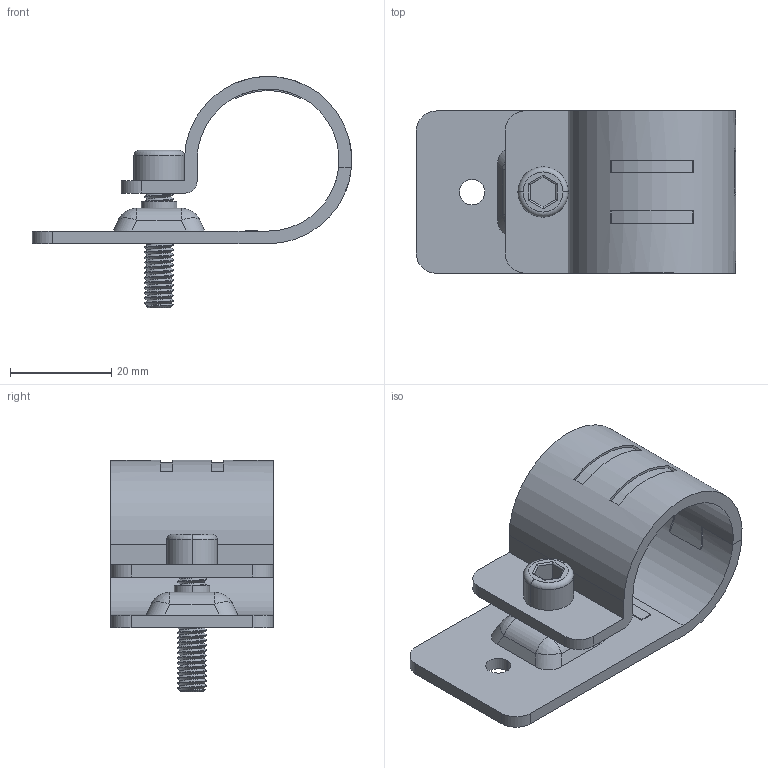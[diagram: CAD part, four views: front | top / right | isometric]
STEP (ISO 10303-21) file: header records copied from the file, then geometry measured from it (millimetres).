
FILE_DESCRIPTION((''),'2;1');
FILE_NAME('DF-13B-Z_ASM','2021-06-01T08:33:37',('Administrator'),(''),'CREO PARAMETRIC BY PTC INC, 2019224','CREO PARAMETRIC BY PTC INC, 2019224','');
FILE_SCHEMA(('CONFIG_CONTROL_DESIGN'));
Length unit declared in the file: millimetre
Products named in the file (5): D-13; D-14; F-180-1; F-170; DF-13B-Z_ASM
Assembly tree (4 placements, depth 2):
  DF-13B-Z_ASM
    D-13
    D-14
    F-180-1
    F-170
Bounding box: 63 x 32 x 45.6 mm (x, y, z)
Volume: 12103.2 mm3; surface area: 11654.8 mm2
Topology: 4 solids, 4 shells, 221 faces, 566 edges, 364 vertices
Faces by surface type: cylinder 103, plane 86, bspline 18, cone 8, sphere 4, torus 2
Entity records: 12695 total; most frequent: CARTESIAN_POINT 7535, ORIENTED_EDGE 1132, DIRECTION 903, EDGE_CURVE 566, VERTEX_POINT 364, AXIS2_PLACEMENT_3D 305, VECTOR 293, LINE 293
